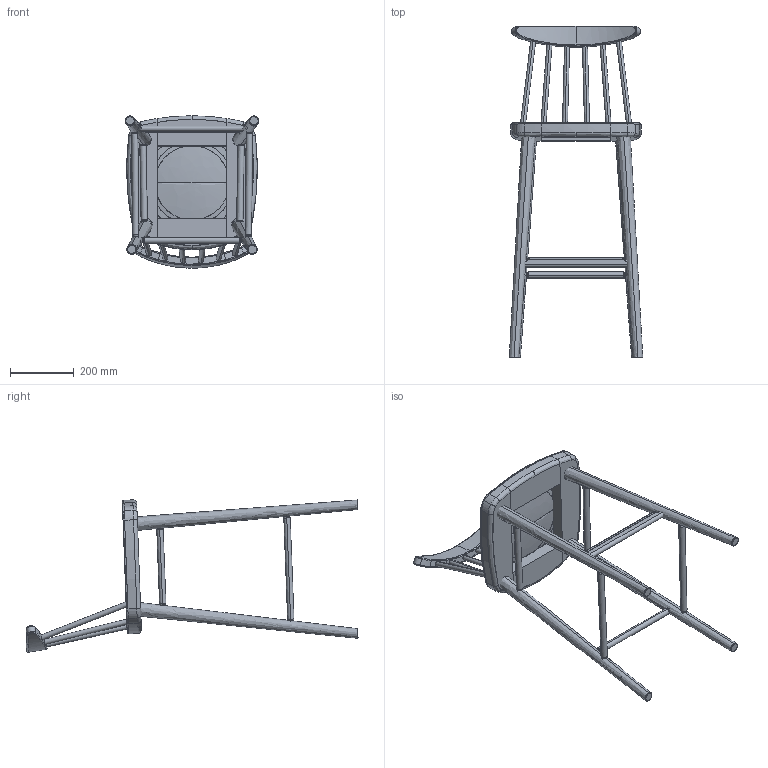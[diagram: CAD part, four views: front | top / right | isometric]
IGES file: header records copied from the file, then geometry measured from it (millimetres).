
Start section: SolidWorks IGES file using analytic representation for surfaces
Global section: file name: Banco BAMBA A-392WW.IGS; native system: SolidWorks 2017; preprocessor: SolidWorks 2017; author: Adao; date: 170105.135352; units: millimetre
Bounding box: 419.9 x 1043.75 x 478.91 mm (x, y, z)
Surface area: 1162931.9 mm2 (no closed solid volume)
Topology: 0 solids, 0 shells, 237 faces, 2715 edges, 2711 vertices
Faces by surface type: bspline 142, revolution 95
